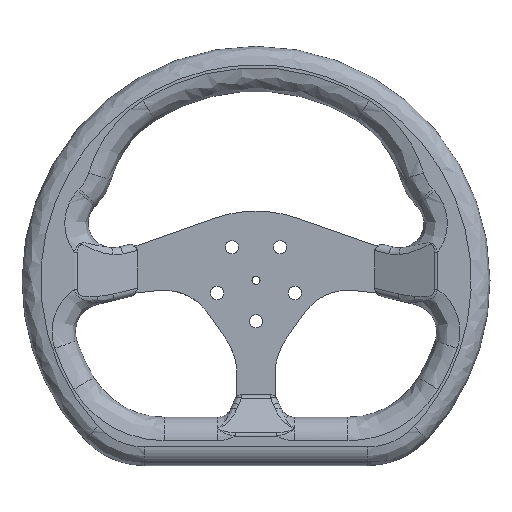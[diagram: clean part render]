
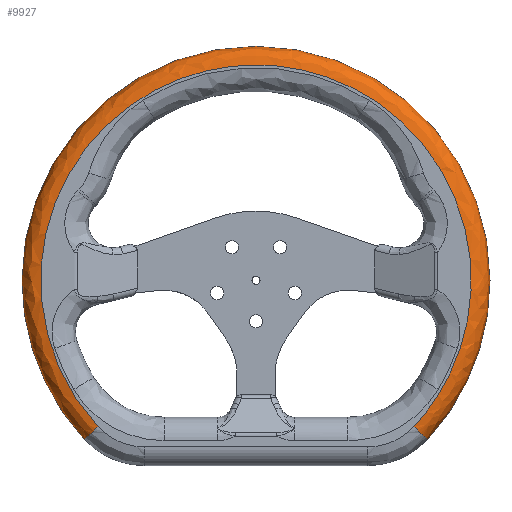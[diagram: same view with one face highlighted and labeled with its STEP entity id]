
A CAD part, top view. The second image highlights one B-rep face of the part: STEP entity #9927.
In plain terms, the highlighted free-form (B-spline) face has degree [3, 3] with [4, 7] control points.
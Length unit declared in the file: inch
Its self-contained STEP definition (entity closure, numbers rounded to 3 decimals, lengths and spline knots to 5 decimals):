
#6226 = CARTESIAN_POINT ( 'NONE',  ( -3.66606, -3.4, 0.282 ) ) ;
#6227 = DIRECTION ( 'NONE',  ( -0.733, -0.68, 0. ) ) ;
#6228 = DIRECTION ( 'NONE',  ( -0.68, 0.733, 0. ) ) ;
#6229 = AXIS2_PLACEMENT_3D ( 'NONE', #6236, #6228, #6227 ) ;
#6230 = CIRCLE ( 'NONE', #6229, 0.4 ) ;
#6234 = CARTESIAN_POINT ( 'NONE',  ( -3.37278, -3.128, 0.682 ) ) ;
#6236 = CARTESIAN_POINT ( 'NONE',  ( -3.37278, -3.128, 0.282 ) ) ;
#6428 = CARTESIAN_POINT ( 'NONE',  ( 3.37278, -3.128, 0.682 ) ) ;
#6461 = CARTESIAN_POINT ( 'NONE',  ( 3.37278, -3.128, 0.682 ) ) ;
#6462 = CARTESIAN_POINT ( 'NONE',  ( 6.55817, 0.30667, 0.682 ) ) ;
#6463 = CARTESIAN_POINT ( 'NONE',  ( 4.68441, 4.6, 0.682 ) ) ;
#6464 = CARTESIAN_POINT ( 'NONE',  ( 0., 4.6, 0.682 ) ) ;
#6465 = CARTESIAN_POINT ( 'NONE',  ( -4.68441, 4.6, 0.682 ) ) ;
#6466 = CARTESIAN_POINT ( 'NONE',  ( -6.55817, 0.30667, 0.682 ) ) ;
#6467 = CARTESIAN_POINT ( 'NONE',  ( -3.37278, -3.128, 0.682 ) ) ;
#6469 =( BOUNDED_CURVE ( )  B_SPLINE_CURVE ( 3, ( #6467, #6466, #6465, #6464, #6463, #6462, #6461 ),
 .UNSPECIFIED., .F., .T. ) 
 B_SPLINE_CURVE_WITH_KNOTS ( ( 4, 3, 4 ),
 ( 0., 0.5, 1. ),
 .UNSPECIFIED. ) 
 CURVE ( )  GEOMETRIC_REPRESENTATION_ITEM ( )  RATIONAL_B_SPLINE_CURVE ( ( 1., 0.6, 0.6, 1., 0.6, 0.6, 1. ) ) 
 REPRESENTATION_ITEM ( '' )  );
#6475 = DIRECTION ( 'NONE',  ( 0.733, -0.68, 0. ) ) ;
#6476 = DIRECTION ( 'NONE',  ( 0.68, 0.733, 0. ) ) ;
#6477 = CARTESIAN_POINT ( 'NONE',  ( 3.37278, -3.128, 0.282 ) ) ;
#6478 = AXIS2_PLACEMENT_3D ( 'NONE', #6477, #6476, #6475 ) ;
#6479 = CIRCLE ( 'NONE', #6478, 0.4 ) ;
#7539 = DIRECTION ( 'NONE',  ( 1., 0., 0. ) ) ;
#7540 = DIRECTION ( 'NONE',  ( 0., 0., -1. ) ) ;
#7541 = CARTESIAN_POINT ( 'NONE',  ( 0., 0., 0.282 ) ) ;
#7542 = AXIS2_PLACEMENT_3D ( 'NONE', #7541, #7540, #7539 ) ;
#7543 = CIRCLE ( 'NONE', #7542, 5. ) ;
#7655 = FACE_OUTER_BOUND ( 'NONE', #9928, .T. ) ;
#7656 = CARTESIAN_POINT ( 'NONE',  ( -3.54458, -3.28733, 0.682 ) ) ;
#7657 = CARTESIAN_POINT ( 'NONE',  ( -6.89223, 0.32229, 0.682 ) ) ;
#7658 = CARTESIAN_POINT ( 'NONE',  ( -4.92302, 4.83431, 0.682 ) ) ;
#7659 = CARTESIAN_POINT ( 'NONE',  ( 0., 4.83431, 0.682 ) ) ;
#7660 = CARTESIAN_POINT ( 'NONE',  ( 4.92302, 4.83431, 0.682 ) ) ;
#7661 = CARTESIAN_POINT ( 'NONE',  ( 6.89223, 0.32229, 0.682 ) ) ;
#7662 = CARTESIAN_POINT ( 'NONE',  ( 3.54458, -3.28733, 0.682 ) ) ;
#7663 = CARTESIAN_POINT ( 'NONE',  ( -3.37278, -3.128, 0.682 ) ) ;
#7664 = CARTESIAN_POINT ( 'NONE',  ( -6.55817, 0.30667, 0.682 ) ) ;
#7665 = CARTESIAN_POINT ( 'NONE',  ( -4.68441, 4.6, 0.682 ) ) ;
#7666 = CARTESIAN_POINT ( 'NONE',  ( 0., 4.6, 0.682 ) ) ;
#7667 = CARTESIAN_POINT ( 'NONE',  ( 4.68441, 4.6, 0.682 ) ) ;
#7668 = CARTESIAN_POINT ( 'NONE',  ( 6.55817, 0.30667, 0.682 ) ) ;
#7669 = CARTESIAN_POINT ( 'NONE',  ( 3.37278, -3.128, 0.682 ) ) ;
#7676 =( BOUNDED_SURFACE ( )  B_SPLINE_SURFACE ( 3, 3, ( 
 ( #7669, #7668, #7667, #7666, #7665, #7664, #7663 ),
 ( #7662, #7661, #7660, #7659, #7658, #7657, #7656 ),
 ( #7714, #7713, #7712, #7711, #7710, #7709, #7708 ),
 ( #7707, #7706, #7705, #7704, #7703, #7702, #7701 ) ),
 .UNSPECIFIED., .F., .F., .F. ) 
 B_SPLINE_SURFACE_WITH_KNOTS ( ( 4, 4 ),
 ( 4, 3, 4 ),
 ( 0., 1. ),
 ( 0., 0.5, 1. ),
 .UNSPECIFIED. ) 
 GEOMETRIC_REPRESENTATION_ITEM ( )  RATIONAL_B_SPLINE_SURFACE ( (
 ( 1., 0.6, 0.6, 1., 0.6, 0.6, 1.),
 ( 0.805, 0.483, 0.483, 0.805, 0.483, 0.483, 0.805),
 ( 0.805, 0.483, 0.483, 0.805, 0.483, 0.483, 0.805),
 ( 1., 0.6, 0.6, 1., 0.6, 0.6, 1.) ) ) 
 REPRESENTATION_ITEM ( '' )  SURFACE ( )  );
#7701 = CARTESIAN_POINT ( 'NONE',  ( -3.66606, -3.4, 0.282 ) ) ;
#7702 = CARTESIAN_POINT ( 'NONE',  ( -7.12845, 0.33333, 0.282 ) ) ;
#7703 = CARTESIAN_POINT ( 'NONE',  ( -5.09175, 5., 0.282 ) ) ;
#7704 = CARTESIAN_POINT ( 'NONE',  ( 0., 5., 0.282 ) ) ;
#7705 = CARTESIAN_POINT ( 'NONE',  ( 5.09175, 5., 0.282 ) ) ;
#7706 = CARTESIAN_POINT ( 'NONE',  ( 7.12845, 0.33333, 0.282 ) ) ;
#7707 = CARTESIAN_POINT ( 'NONE',  ( 3.66606, -3.4, 0.282 ) ) ;
#7708 = CARTESIAN_POINT ( 'NONE',  ( -3.66606, -3.4, 0.51631 ) ) ;
#7709 = CARTESIAN_POINT ( 'NONE',  ( -7.12845, 0.33333, 0.51631 ) ) ;
#7710 = CARTESIAN_POINT ( 'NONE',  ( -5.09175, 5., 0.51631 ) ) ;
#7711 = CARTESIAN_POINT ( 'NONE',  ( 0., 5., 0.51631 ) ) ;
#7712 = CARTESIAN_POINT ( 'NONE',  ( 5.09175, 5., 0.51631 ) ) ;
#7713 = CARTESIAN_POINT ( 'NONE',  ( 7.12845, 0.33333, 0.51631 ) ) ;
#7714 = CARTESIAN_POINT ( 'NONE',  ( 3.66606, -3.4, 0.51631 ) ) ;
#8143 = VERTEX_POINT ( 'NONE', #11015 ) ;
#8150 = EDGE_CURVE ( 'NONE', #8143, #8151, #11007, .T. ) ;
#8151 = VERTEX_POINT ( 'NONE', #11002 ) ;
#8160 = EDGE_CURVE ( 'NONE', #8151, #8161, #11077, .T. ) ;
#8161 = VERTEX_POINT ( 'NONE', #11072 ) ;
#9625 = VERTEX_POINT ( 'NONE', #6234 ) ;
#9627 = EDGE_CURVE ( 'NONE', #9628, #9625, #6230, .T. ) ;
#9628 = VERTEX_POINT ( 'NONE', #6226 ) ;
#9676 = VERTEX_POINT ( 'NONE', #6428 ) ;
#9678 = EDGE_CURVE ( 'NONE', #9625, #9676, #6469, .T. ) ;
#9683 = EDGE_CURVE ( 'NONE', #9676, #8161, #6479, .T. ) ;
#9908 = ORIENTED_EDGE ( 'NONE', *, *, #8150, .F. ) ;
#9909 = ORIENTED_EDGE ( 'NONE', *, *, #9910, .F. ) ;
#9910 = EDGE_CURVE ( 'NONE', #9628, #8143, #7543, .T. ) ;
#9927 = ADVANCED_FACE ( 'NONE', ( #7655 ), #7676, .T. ) ;
#9928 = EDGE_LOOP ( 'NONE', ( #9929, #9930, #9931, #9932, #9908, #9909 ) ) ;
#9929 = ORIENTED_EDGE ( 'NONE', *, *, #9627, .T. ) ;
#9930 = ORIENTED_EDGE ( 'NONE', *, *, #9678, .T. ) ;
#9931 = ORIENTED_EDGE ( 'NONE', *, *, #9683, .T. ) ;
#9932 = ORIENTED_EDGE ( 'NONE', *, *, #8160, .F. ) ;
#11002 = CARTESIAN_POINT ( 'NONE',  ( 5., 0., 0.282 ) ) ;
#11003 = DIRECTION ( 'NONE',  ( 1., 0., 0. ) ) ;
#11004 = DIRECTION ( 'NONE',  ( 0., 0., -1. ) ) ;
#11005 = CARTESIAN_POINT ( 'NONE',  ( 0., 0., 0.282 ) ) ;
#11006 = AXIS2_PLACEMENT_3D ( 'NONE', #11005, #11004, #11003 ) ;
#11007 = CIRCLE ( 'NONE', #11006, 5. ) ;
#11015 = CARTESIAN_POINT ( 'NONE',  ( -5., 0., 0.282 ) ) ;
#11072 = CARTESIAN_POINT ( 'NONE',  ( 3.66606, -3.4, 0.282 ) ) ;
#11073 = DIRECTION ( 'NONE',  ( 1., 0., 0. ) ) ;
#11074 = DIRECTION ( 'NONE',  ( 0., 0., -1. ) ) ;
#11075 = CARTESIAN_POINT ( 'NONE',  ( 0., 0., 0.282 ) ) ;
#11076 = AXIS2_PLACEMENT_3D ( 'NONE', #11075, #11074, #11073 ) ;
#11077 = CIRCLE ( 'NONE', #11076, 5. ) ;
